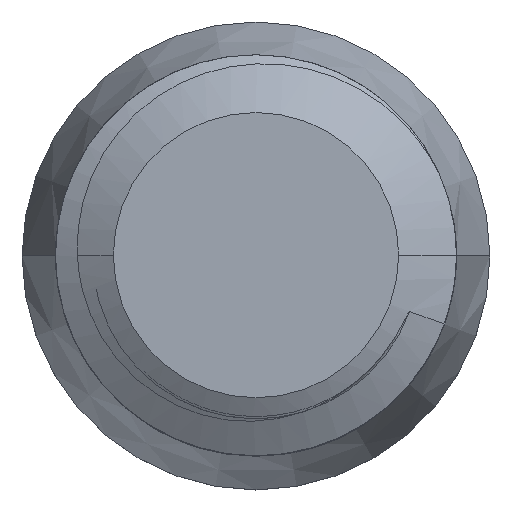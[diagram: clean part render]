
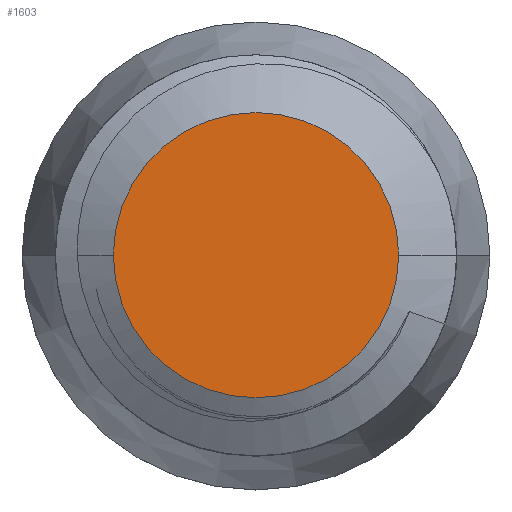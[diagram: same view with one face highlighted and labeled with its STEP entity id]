
A CAD part, top view. The second image highlights one B-rep face of the part: STEP entity #1603.
In plain terms, the highlighted planar face has unit normal (0, 0, 1).
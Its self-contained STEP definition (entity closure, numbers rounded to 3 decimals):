
#23 = CARTESIAN_POINT ( 'NONE',  ( -4.268, 0., 0. ) ) ;
#127 = CIRCLE ( 'NONE', #1144, 4.268 ) ;
#167 = AXIS2_PLACEMENT_3D ( 'NONE', #1106, #294, #1120 ) ;
#191 = FACE_OUTER_BOUND ( 'NONE', #230, .T. ) ;
#230 = EDGE_LOOP ( 'NONE', ( #492, #2004 ) ) ;
#294 = DIRECTION ( 'NONE',  ( 0., 0., -1. ) ) ;
#332 = DIRECTION ( 'NONE',  ( 0., 0., 1. ) ) ;
#492 = ORIENTED_EDGE ( 'NONE', *, *, #1592, .T. ) ;
#634 = CARTESIAN_POINT ( 'NONE',  ( 0., 0., 0. ) ) ;
#662 = CARTESIAN_POINT ( 'NONE',  ( 4.268, 0., 0. ) ) ;
#804 = DIRECTION ( 'NONE',  ( 0., 0., 1. ) ) ;
#942 = CIRCLE ( 'NONE', #1064, 4.268 ) ;
#982 = CARTESIAN_POINT ( 'NONE',  ( 0., 0., 0. ) ) ;
#995 = VERTEX_POINT ( 'NONE', #662 ) ;
#1064 = AXIS2_PLACEMENT_3D ( 'NONE', #634, #804, #1937 ) ;
#1106 = CARTESIAN_POINT ( 'NONE',  ( 0., 0., 0. ) ) ;
#1120 = DIRECTION ( 'NONE',  ( -1., 0., 0. ) ) ;
#1144 = AXIS2_PLACEMENT_3D ( 'NONE', #982, #332, #1803 ) ;
#1592 = EDGE_CURVE ( 'NONE', #1809, #995, #942, .T. ) ;
#1603 = ADVANCED_FACE ( 'NONE', ( #191 ), #1942, .F. ) ;
#1678 = EDGE_CURVE ( 'NONE', #995, #1809, #127, .T. ) ;
#1803 = DIRECTION ( 'NONE',  ( -1., 0., 0. ) ) ;
#1809 = VERTEX_POINT ( 'NONE', #23 ) ;
#1937 = DIRECTION ( 'NONE',  ( -1., 0., 0. ) ) ;
#1942 = PLANE ( 'NONE',  #167 ) ;
#2004 = ORIENTED_EDGE ( 'NONE', *, *, #1678, .T. ) ;
